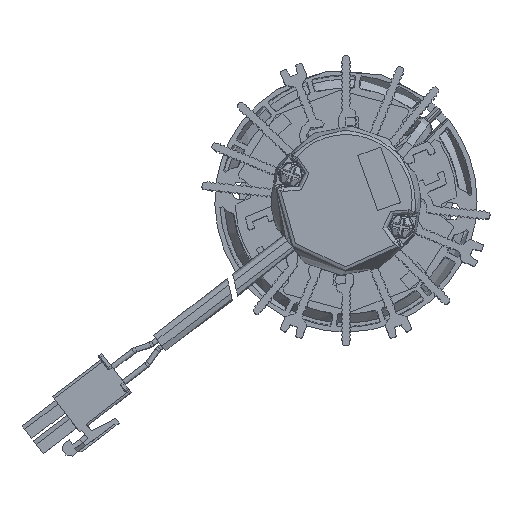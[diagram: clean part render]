
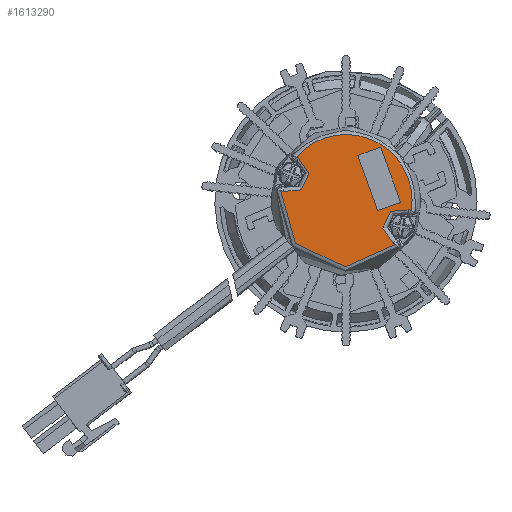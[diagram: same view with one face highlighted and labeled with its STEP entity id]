
A CAD part, top view. The second image highlights one B-rep face of the part: STEP entity #1613290.
In plain terms, the highlighted face is planar.
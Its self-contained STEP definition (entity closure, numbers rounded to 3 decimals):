
#1555220=CARTESIAN_POINT('',(144.556,-7.137,
-25.112));
#1555230=VERTEX_POINT('',#1555220);
#1555260=CARTESIAN_POINT('',(155.994,-7.137,
-34.239));
#1555270=DIRECTION('',(0.,-1.,
0.));
#1555280=DIRECTION('',(0.919,0.,
0.393));
#1555290=AXIS2_PLACEMENT_3D('',#1555260,#1555270,#1555280);
#1555300=CIRCLE('',#1555290,14.633);
#1555310=CARTESIAN_POINT('',(170.539,-7.137,
-35.841));
#1555320=VERTEX_POINT('',#1555310);
#1555330=EDGE_CURVE('',#1555320,#1555230,#1555300,.T.);
#1558950=CARTESIAN_POINT('',(155.994,-7.137,
-34.239));
#1558960=DIRECTION('',(0.,-1.,
0.));
#1558970=DIRECTION('',(0.919,0.,
0.393));
#1558980=AXIS2_PLACEMENT_3D('',#1558950,#1558960,#1558970);
#1558990=CIRCLE('',#1558980,14.633);
#1559000=CARTESIAN_POINT('',(141.449,-7.137,
-32.636));
#1559010=VERTEX_POINT('',#1559000);
#1559020=CARTESIAN_POINT('',(167.432,-7.137,
-43.366));
#1559030=VERTEX_POINT('',#1559020);
#1559040=EDGE_CURVE('',#1559010,#1559030,#1558990,.T.);
#1562500=CARTESIAN_POINT('',(150.756,-7.137,
-36.48));
#1562510=DIRECTION('',(0.924,0.,
-0.382));
#1562520=VECTOR('',#1562510,1.);
#1562530=LINE('',#1562500,#1562520);
#1562540=CARTESIAN_POINT('',(141.963,-7.137,
-32.848));
#1562550=VERTEX_POINT('',#1562540);
#1562560=EDGE_CURVE('',#1559010,#1562550,#1562530,.T.);
#1562880=CARTESIAN_POINT('',(145.07,-7.137,
-25.324));
#1562890=VERTEX_POINT('',#1562880);
#1563020=CARTESIAN_POINT('',(143.516,-7.137,
-29.086));
#1563030=DIRECTION('',(0.,-1.,
0.));
#1563040=DIRECTION('',(0.919,0.,
0.393));
#1563050=AXIS2_PLACEMENT_3D('',#1563020,#1563030,#1563040);
#1563060=CIRCLE('',#1563050,4.07);
#1563070=EDGE_CURVE('',#1562550,#1562890,#1563060,.T.);
#1563260=CARTESIAN_POINT('',(161.235,-7.137,
-31.999));
#1563270=DIRECTION('',(-0.924,0.,
0.382));
#1563280=VECTOR('',#1563270,1.);
#1563290=LINE('',#1563260,#1563280);
#1563300=EDGE_CURVE('',#1562890,#1555230,#1563290,.T.);
#1565230=CARTESIAN_POINT('',(166.919,-7.137,
-43.153));
#1565240=VERTEX_POINT('',#1565230);
#1565270=CARTESIAN_POINT('',(150.756,-7.137,
-36.48));
#1565280=DIRECTION('',(0.924,0.,
-0.382));
#1565290=VECTOR('',#1565280,1.);
#1565300=LINE('',#1565270,#1565290);
#1565310=EDGE_CURVE('',#1565240,#1559030,#1565300,.T.);
#1565590=CARTESIAN_POINT('',(170.026,-7.137,
-35.629));
#1565600=VERTEX_POINT('',#1565590);
#1565630=CARTESIAN_POINT('',(168.472,-7.137,
-39.391));
#1565640=DIRECTION('',(0.,-1.,
0.));
#1565650=DIRECTION('',(0.919,0.,
0.393));
#1565660=AXIS2_PLACEMENT_3D('',#1565630,#1565640,#1565650);
#1565670=CIRCLE('',#1565660,4.07);
#1565680=EDGE_CURVE('',#1565600,#1565240,#1565670,.T.);
#1565780=CARTESIAN_POINT('',(161.235,-7.137,
-31.999));
#1565790=DIRECTION('',(-0.924,0.,
0.382));
#1565800=VECTOR('',#1565790,1.);
#1565810=LINE('',#1565780,#1565800);
#1565820=EDGE_CURVE('',#1555320,#1565600,#1565810,.T.);
#1612520=CARTESIAN_POINT('',(154.681,-7.137,
-36.077));
#1612530=DIRECTION('',(0.,1.,
0.));
#1612540=DIRECTION('',(0.455,0.,
-0.89));
#1612550=AXIS2_PLACEMENT_3D('',#1612520,#1612530,#1612540);
#1612560=PLANE('',#1612550);
#1612570=CARTESIAN_POINT('',(153.661,-7.137,
-28.869));
#1612580=DIRECTION('',(-0.923,0.,
-0.385));
#1612590=VECTOR('',#1612580,1.);
#1612600=LINE('',#1612570,#1612590);
#1612610=CARTESIAN_POINT('',(161.607,-7.137,
-25.558));
#1612620=VERTEX_POINT('',#1612610);
#1612630=CARTESIAN_POINT('',(149.607,-7.137,
-30.558));
#1612640=VERTEX_POINT('',#1612630);
#1612650=EDGE_CURVE('',#1612620,#1612640,#1612600,.T.);
#1612660=ORIENTED_EDGE('',*,*,#1612650,.F.);
#1612670=CARTESIAN_POINT('',(151.875,-7.137,
-36.001));
#1612680=DIRECTION('',(-0.385,0.,
0.923));
#1612690=VECTOR('',#1612680,1.);
#1612700=LINE('',#1612670,#1612690);
#1612710=CARTESIAN_POINT('',(147.697,-7.137,
-25.973));
#1612720=VERTEX_POINT('',#1612710);
#1612730=EDGE_CURVE('',#1612640,#1612720,#1612700,.T.);
#1612740=ORIENTED_EDGE('',*,*,#1612730,.F.);
#1612750=CARTESIAN_POINT('',(152.267,-7.137,
-25.608));
#1612760=DIRECTION('',(-0.997,0.,
-0.08));
#1612770=VECTOR('',#1612760,1.);
#1612780=LINE('',#1612750,#1612770);
#1612790=CARTESIAN_POINT('',(147.682,-7.137,
-25.974));
#1612800=VERTEX_POINT('',#1612790);
#1612810=EDGE_CURVE('',#1612720,#1612800,#1612780,.T.);
#1612820=ORIENTED_EDGE('',*,*,#1612810,.F.);
#1612830=CARTESIAN_POINT('',(148.595,-7.137,
-37.404));
#1612840=DIRECTION('',(-0.08,0.,
0.997));
#1612850=VECTOR('',#1612840,1.);
#1612860=LINE('',#1612830,#1612850);
#1612870=CARTESIAN_POINT('',(147.679,-7.137,
-25.93));
#1612880=VERTEX_POINT('',#1612870);
#1612890=EDGE_CURVE('',#1612800,#1612880,#1612860,.T.);
#1612900=ORIENTED_EDGE('',*,*,#1612890,.F.);
#1612910=CARTESIAN_POINT('',(147.531,-7.137,
-25.576));
#1612920=VERTEX_POINT('',#1612910);
#1612930=EDGE_CURVE('',#1612880,#1612920,#1612700,.T.);
#1612940=ORIENTED_EDGE('',*,*,#1612930,.F.);
#1612950=CARTESIAN_POINT('',(151.538,-7.137,
-23.904));
#1612960=DIRECTION('',(0.923,0.,
0.385));
#1612970=VECTOR('',#1612960,1.);
#1612980=LINE('',#1612950,#1612970);
#1612990=CARTESIAN_POINT('',(151.724,-7.137,
-23.826));
#1613000=VERTEX_POINT('',#1612990);
#1613010=EDGE_CURVE('',#1612920,#1613000,#1612980,.T.);
#1613020=ORIENTED_EDGE('',*,*,#1613010,.F.);
#1613030=CARTESIAN_POINT('',(151.538,-7.137,
-23.904));
#1613040=DIRECTION('',(0.923,0.,
0.385));
#1613050=VECTOR('',#1613040,1.);
#1613060=LINE('',#1613030,#1613050);
#1613070=CARTESIAN_POINT('',(159.531,-7.137,
-20.574));
#1613080=VERTEX_POINT('',#1613070);
#1613090=EDGE_CURVE('',#1613000,#1613080,#1613060,.T.);
#1613100=ORIENTED_EDGE('',*,*,#1613090,.F.);
#1613110=CARTESIAN_POINT('',(163.829,-7.137,
-30.89));
#1613120=DIRECTION('',(0.385,0.,
-0.923));
#1613130=VECTOR('',#1613120,1.);
#1613140=LINE('',#1613110,#1613130);
#1613150=EDGE_CURVE('',#1613080,#1612620,#1613140,.T.);
#1613160=ORIENTED_EDGE('',*,*,#1613150,.F.);
#1613170=EDGE_LOOP('',(#1613160,#1613100,#1613020,#1612940,#1612900,
#1612820,#1612740,#1612660));
#1613180=FACE_BOUND('',#1613170,.T.);
#1613190=ORIENTED_EDGE('',*,*,#1559040,.F.);
#1613200=ORIENTED_EDGE('',*,*,#1565310,.T.);
#1613210=ORIENTED_EDGE('',*,*,#1565680,.T.);
#1613220=ORIENTED_EDGE('',*,*,#1565820,.T.);
#1613230=ORIENTED_EDGE('',*,*,#1555330,.F.);
#1613240=ORIENTED_EDGE('',*,*,#1563300,.T.);
#1613250=ORIENTED_EDGE('',*,*,#1563070,.T.);
#1613260=ORIENTED_EDGE('',*,*,#1562560,.T.);
#1613270=EDGE_LOOP('',(#1613260,#1613250,#1613240,#1613230,#1613220,
#1613210,#1613200,#1613190));
#1613280=FACE_OUTER_BOUND('',#1613270,.T.);
#1613290=ADVANCED_FACE('',(#1613180,#1613280),#1612560,.T.);
